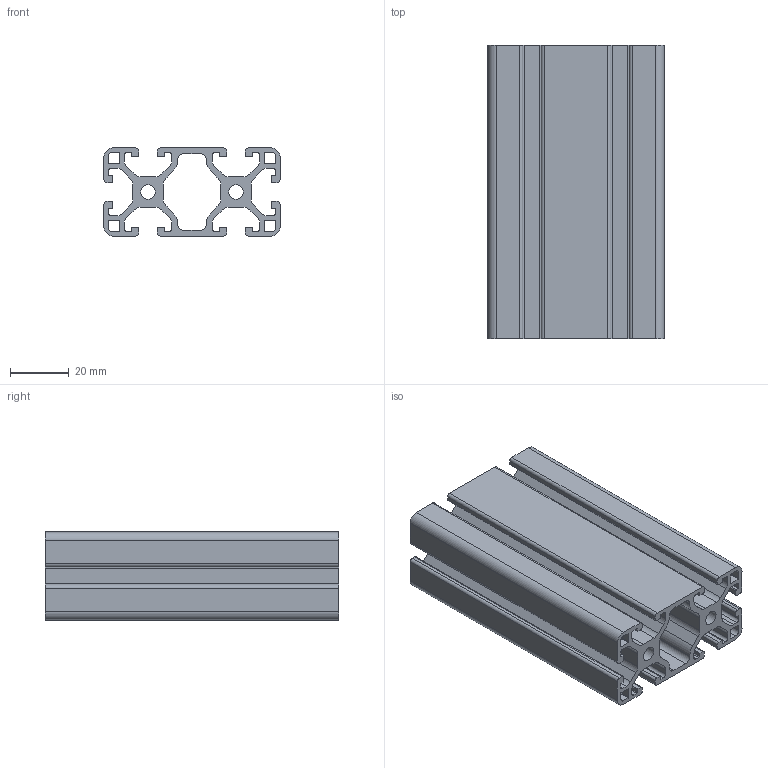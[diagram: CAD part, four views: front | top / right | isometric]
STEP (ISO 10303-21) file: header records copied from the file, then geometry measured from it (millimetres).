
FILE_DESCRIPTION(('FreeCAD Model'),'2;1');
FILE_NAME('Open CASCADE Shape Model','2024-03-18T17:22:22',(''),(''), 'Open CASCADE STEP processor 7.6','FreeCAD','Unknown');
FILE_SCHEMA(('AUTOMOTIVE_DESIGN { 1 0 10303 214 1 1 1 1 }'));
Length unit declared in the file: millimetre
Products named in the file (1): STI6-6030
Bounding box: 60 x 100 x 30 mm (x, y, z)
Volume: 61699.3 mm3; surface area: 57495.7 mm2
Topology: 1 solids, 1 shells, 236 faces, 704 edges, 470 vertices
Faces by surface type: plane 118, cylinder 118
Full cylindrical faces by diameter (mm): 5 x2
Entity records: 17346 total; most frequent: CARTESIAN_POINT 3109, DIRECTION 2774, LINE 1634, VECTOR 1634, ORIENTED_EDGE 1408, PCURVE 1408, DEFINITIONAL_REPRESENTATION 1408, EDGE_CURVE 704
